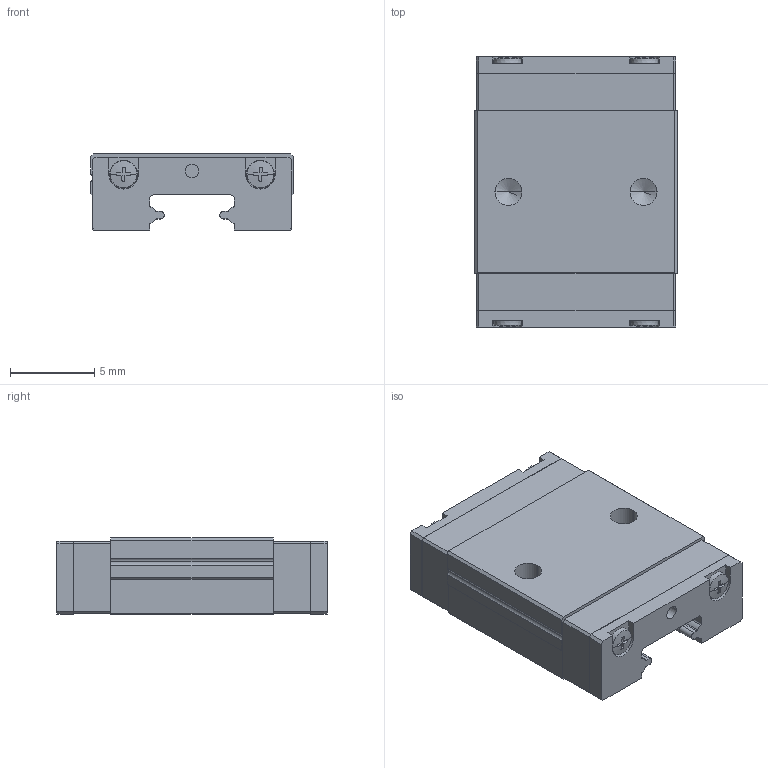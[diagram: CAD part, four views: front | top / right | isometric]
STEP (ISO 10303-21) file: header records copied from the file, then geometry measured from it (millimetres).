
FILE_DESCRIPTION(('no description'),'unknown implementation level');
FILE_NAME('PMN05C_Z0_H_M_2.stp',' ',('HIWIN GmbH'),('CADClick - KiM GmbH - www.kimweb.de'),'unknown preprocess','ACIS','unknown authorization');
FILE_SCHEMA(('automotive_design'));
Length unit declared in the file: millimetre
Products named in the file (1): 1
Bounding box: 12 x 16 x 4.5 mm (x, y, z)
Volume: 674.8 mm3; surface area: 753.2 mm2
Topology: 1 solids, 3 shells, 387 faces, 1083 edges, 706 vertices
Faces by surface type: plane 285, cylinder 78, cone 24
Entity records: 24188 total; most frequent: CARTESIAN_POINT 2493, STYLED_ITEM 2173, PRESENTATION_STYLE_ASSIGNMENT 2173, COLOUR_RGB 2173, ORIENTED_EDGE 2158, DIRECTION 1901, EDGE_CURVE 1079, CURVE_STYLE 1079
